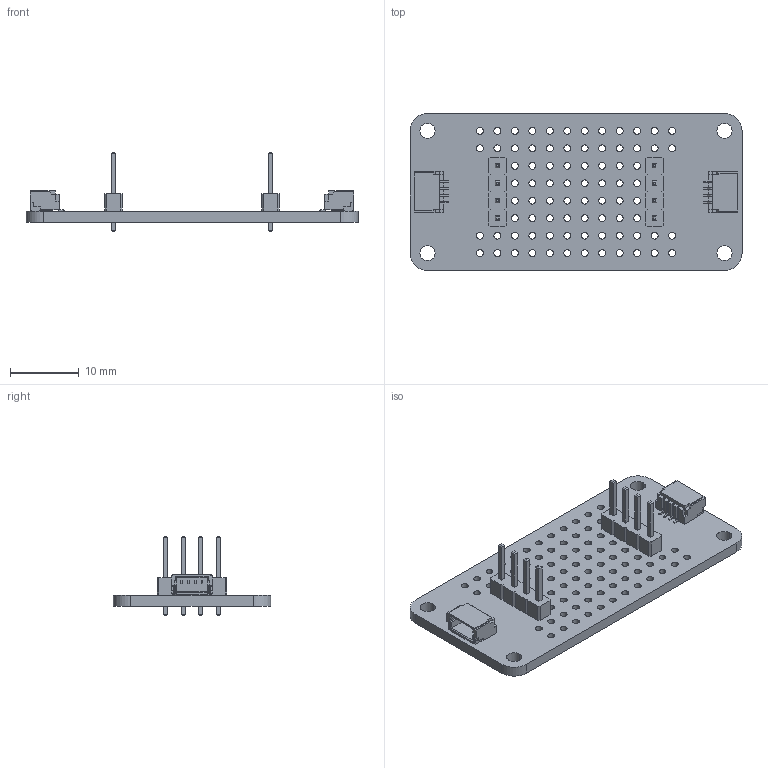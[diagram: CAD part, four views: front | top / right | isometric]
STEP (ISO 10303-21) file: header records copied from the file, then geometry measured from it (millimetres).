
FILE_DESCRIPTION (( 'STEP AP214' ), '1' );
FILE_NAME ('I2C_protobrd.step', '2021-05-17T20:35:47', ( '' ), ( '' ), 'SwSTEP 2.0', 'SolidWorks 2019', '' );
FILE_SCHEMA (( 'AUTOMOTIVE_DESIGN' ));
Length unit declared in the file: millimetre
Products named in the file (9): I2C_protobrd; COMPOUND.step; SOLID.step; COMPOUND-0.step; SM04B-SRSS-TB(LF)(SN)--3DModel-STEP-56544_(2).step; PinHeader_1x04_P2.54mm_Vertical.step; I2C_protobrd.step
Assembly tree (10 placements, depth 4):
  I2C_protobrd
    I2C_protobrd.step
      PinHeader_1x04_P2.54mm_Vertical.step
        SOLID.step
      PinHeader_1x04_P2.54mm_Vertical.step
        SOLID.step
      SM04B-SRSS-TB(LF)(SN)--3DModel-STEP-56544_(2).step
        COMPOUND.step
      SM04B-SRSS-TB(LF)(SN)--3DModel-STEP-56544_(2).step
        COMPOUND.step
      COMPOUND-0.step
Bounding box: 48.26 x 22.86 x 11.54 mm (x, y, z)
Volume: 1860 mm3; surface area: 3531.5 mm2
Topology: 17 solids, 17 shells, 852 faces, 2340 edges, 1532 vertices
Faces by surface type: plane 584, cylinder 268
Entity records: 17858 total; most frequent: DIRECTION 2996, CARTESIAN_POINT 2957, ORIENTED_EDGE 2916, EDGE_CURVE 1458, VECTOR 1002, LINE 1002, AXIS2_PLACEMENT_3D 997, VERTEX_POINT 958
